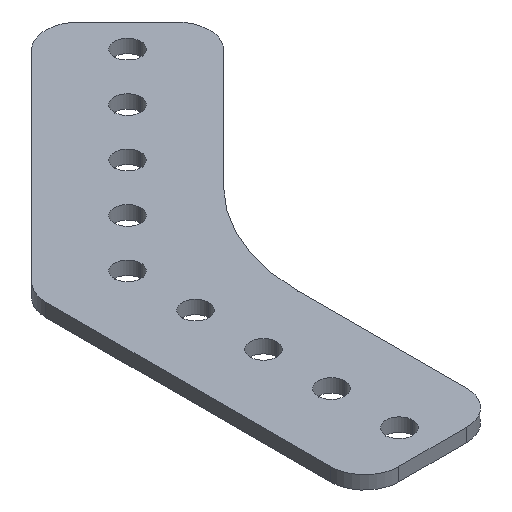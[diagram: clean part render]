
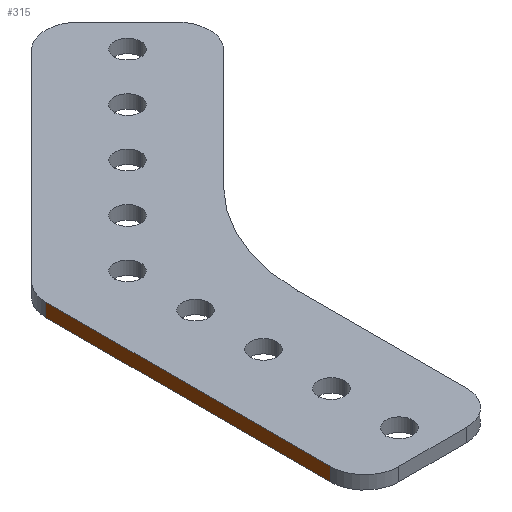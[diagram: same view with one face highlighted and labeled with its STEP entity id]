
A CAD part, isometric view. The second image highlights one B-rep face of the part: STEP entity #315.
In plain terms, the highlighted planar face has unit normal (-1, 0, 0).
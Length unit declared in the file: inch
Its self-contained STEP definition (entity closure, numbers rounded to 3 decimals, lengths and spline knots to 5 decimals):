
#1 = VERTEX_POINT ( 'NONE', #728 ) ;
#13 = LINE ( 'NONE', #1059, #645 ) ;
#76 = CARTESIAN_POINT ( 'NONE',  ( -0.5, 0.10355, -0.04921 ) ) ;
#191 = EDGE_CURVE ( 'NONE', #415, #877, #13, .T. ) ;
#239 = VECTOR ( 'NONE', #797, 39.37008 ) ;
#266 = VECTOR ( 'NONE', #833, 39.37008 ) ;
#315 = ADVANCED_FACE ( 'NONE', ( #1083 ), #462, .F. ) ;
#355 = EDGE_LOOP ( 'NONE', ( #629, #814, #361, #959 ) ) ;
#361 = ORIENTED_EDGE ( 'NONE', *, *, #191, .F. ) ;
#382 = VERTEX_POINT ( 'NONE', #76 ) ;
#392 = EDGE_CURVE ( 'NONE', #415, #382, #820, .T. ) ;
#397 = CARTESIAN_POINT ( 'NONE',  ( -0.5, 0.20711, -0.04921 ) ) ;
#415 = VERTEX_POINT ( 'NONE', #1007 ) ;
#426 = EDGE_CURVE ( 'NONE', #382, #1, #475, .T. ) ;
#462 = PLANE ( 'NONE',  #1084 ) ;
#475 = LINE ( 'NONE', #397, #266 ) ;
#494 = DIRECTION ( 'NONE',  ( 0., 0., -1. ) ) ;
#520 = DIRECTION ( 'NONE',  ( 0., -1., 0. ) ) ;
#563 = CARTESIAN_POINT ( 'NONE',  ( -0.5, 0.10355, 0.04921 ) ) ;
#571 = DIRECTION ( 'NONE',  ( 0., 1., 0. ) ) ;
#629 = ORIENTED_EDGE ( 'NONE', *, *, #426, .T. ) ;
#645 = VECTOR ( 'NONE', #520, 39.37008 ) ;
#728 = CARTESIAN_POINT ( 'NONE',  ( -0.5, -1.995, -0.04921 ) ) ;
#739 = VECTOR ( 'NONE', #494, 39.37008 ) ;
#797 = DIRECTION ( 'NONE',  ( 0., 0., 1. ) ) ;
#814 = ORIENTED_EDGE ( 'NONE', *, *, #998, .T. ) ;
#819 = CARTESIAN_POINT ( 'NONE',  ( -0.5, 0.20711, 0.04921 ) ) ;
#820 = LINE ( 'NONE', #563, #739 ) ;
#833 = DIRECTION ( 'NONE',  ( 0., -1., 0. ) ) ;
#877 = VERTEX_POINT ( 'NONE', #1114 ) ;
#959 = ORIENTED_EDGE ( 'NONE', *, *, #392, .T. ) ;
#960 = CARTESIAN_POINT ( 'NONE',  ( -0.5, -1.995, 0.04921 ) ) ;
#998 = EDGE_CURVE ( 'NONE', #1, #877, #1136, .T. ) ;
#1005 = DIRECTION ( 'NONE',  ( 1., 0., 0. ) ) ;
#1007 = CARTESIAN_POINT ( 'NONE',  ( -0.5, 0.10355, 0.04921 ) ) ;
#1059 = CARTESIAN_POINT ( 'NONE',  ( -0.5, 0.20711, 0.04921 ) ) ;
#1083 = FACE_OUTER_BOUND ( 'NONE', #355, .T. ) ;
#1084 = AXIS2_PLACEMENT_3D ( 'NONE', #819, #1005, #571 ) ;
#1114 = CARTESIAN_POINT ( 'NONE',  ( -0.5, -1.995, 0.04921 ) ) ;
#1136 = LINE ( 'NONE', #960, #239 ) ;
